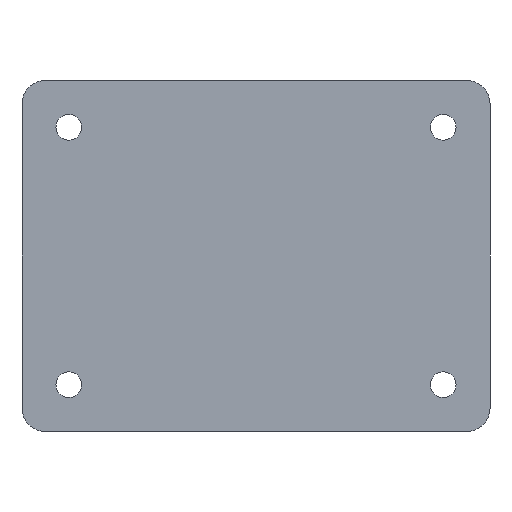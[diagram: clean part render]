
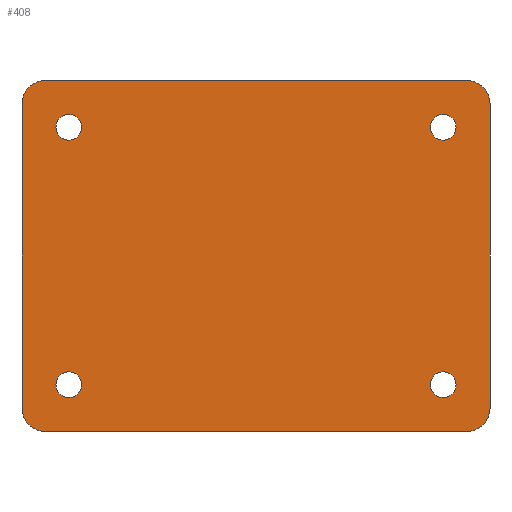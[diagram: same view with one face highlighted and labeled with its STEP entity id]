
A CAD part, front view. The second image highlights one B-rep face of the part: STEP entity #408.
In plain terms, the highlighted planar face has unit normal (0, -1, 0).
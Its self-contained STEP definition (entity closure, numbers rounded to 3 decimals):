
#1 = FACE_BOUND ( 'NONE', #1015, .T. ) ;
#5 = CARTESIAN_POINT ( 'NONE',  ( -80., 0., 60.5 ) ) ;
#8 = ORIENTED_EDGE ( 'NONE', *, *, #1273, .F. ) ;
#51 = CARTESIAN_POINT ( 'NONE',  ( 80., 0., -55. ) ) ;
#123 = DIRECTION ( 'NONE',  ( 0., 0., 1. ) ) ;
#132 = CIRCLE ( 'NONE', #497, 5.5 ) ;
#146 = LINE ( 'NONE', #1484, #830 ) ;
#151 = CIRCLE ( 'NONE', #1257, 5.5 ) ;
#160 = ORIENTED_EDGE ( 'NONE', *, *, #834, .F. ) ;
#165 = FACE_BOUND ( 'NONE', #1101, .T. ) ;
#166 = CARTESIAN_POINT ( 'NONE',  ( 80., 0., 60.5 ) ) ;
#175 = EDGE_CURVE ( 'NONE', #1451, #1363, #308, .T. ) ;
#180 = ORIENTED_EDGE ( 'NONE', *, *, #282, .T. ) ;
#181 = VERTEX_POINT ( 'NONE', #697 ) ;
#207 = CARTESIAN_POINT ( 'NONE',  ( 80., 0., -55. ) ) ;
#218 = DIRECTION ( 'NONE',  ( 0., 1., 0. ) ) ;
#227 = CARTESIAN_POINT ( 'NONE',  ( -100., 0., 75. ) ) ;
#246 = EDGE_CURVE ( 'NONE', #1105, #1407, #682, .T. ) ;
#257 = DIRECTION ( 'NONE',  ( 0., 0., 1. ) ) ;
#274 = DIRECTION ( 'NONE',  ( 0., 1., 0. ) ) ;
#282 = EDGE_CURVE ( 'NONE', #756, #1448, #1417, .T. ) ;
#296 = LINE ( 'NONE', #1270, #1222 ) ;
#308 = CIRCLE ( 'NONE', #620, 5.5 ) ;
#338 = CARTESIAN_POINT ( 'NONE',  ( 90., 0., 65. ) ) ;
#341 = AXIS2_PLACEMENT_3D ( 'NONE', #712, #461, #833 ) ;
#352 = VERTEX_POINT ( 'NONE', #1287 ) ;
#361 = ORIENTED_EDGE ( 'NONE', *, *, #175, .T. ) ;
#363 = VECTOR ( 'NONE', #1297, 1000. ) ;
#373 = DIRECTION ( 'NONE',  ( 0., 0., -1. ) ) ;
#378 = DIRECTION ( 'NONE',  ( 0., 1., 0. ) ) ;
#380 = AXIS2_PLACEMENT_3D ( 'NONE', #1237, #378, #257 ) ;
#389 = CIRCLE ( 'NONE', #804, 10. ) ;
#397 = LINE ( 'NONE', #227, #363 ) ;
#399 = DIRECTION ( 'NONE',  ( 0., 0., 1. ) ) ;
#408 = ADVANCED_FACE ( 'NONE', ( #1510, #1, #165, #1223, #612 ), #815, .T. ) ;
#415 = VERTEX_POINT ( 'NONE', #945 ) ;
#424 = LINE ( 'NONE', #603, #758 ) ;
#444 = ORIENTED_EDGE ( 'NONE', *, *, #1293, .T. ) ;
#461 = DIRECTION ( 'NONE',  ( 0., 1., 0. ) ) ;
#464 = DIRECTION ( 'NONE',  ( 0., 0., -1. ) ) ;
#466 = DIRECTION ( 'NONE',  ( 0., 0., -1. ) ) ;
#491 = CARTESIAN_POINT ( 'NONE',  ( -80., 0., 55. ) ) ;
#494 = EDGE_CURVE ( 'NONE', #1497, #1508, #1181, .T. ) ;
#497 = AXIS2_PLACEMENT_3D ( 'NONE', #51, #1447, #1343 ) ;
#501 = CARTESIAN_POINT ( 'NONE',  ( -80., 0., 49.5 ) ) ;
#514 = CIRCLE ( 'NONE', #380, 5.5 ) ;
#535 = DIRECTION ( 'NONE',  ( -1., 0., 0. ) ) ;
#584 = CARTESIAN_POINT ( 'NONE',  ( 80., 0., 49.5 ) ) ;
#589 = VERTEX_POINT ( 'NONE', #1465 ) ;
#603 = CARTESIAN_POINT ( 'NONE',  ( -100., 0., 75. ) ) ;
#612 = FACE_OUTER_BOUND ( 'NONE', #750, .T. ) ;
#620 = AXIS2_PLACEMENT_3D ( 'NONE', #207, #1071, #1383 ) ;
#653 = DIRECTION ( 'NONE',  ( 0., 1., 0. ) ) ;
#682 = CIRCLE ( 'NONE', #1030, 10. ) ;
#692 = EDGE_LOOP ( 'NONE', ( #1116, #920 ) ) ;
#694 = DIRECTION ( 'NONE',  ( 0., 0., -1. ) ) ;
#697 = CARTESIAN_POINT ( 'NONE',  ( -100., 0., 65. ) ) ;
#705 = CIRCLE ( 'NONE', #751, 10. ) ;
#712 = CARTESIAN_POINT ( 'NONE',  ( -80., 0., -55. ) ) ;
#720 = CARTESIAN_POINT ( 'NONE',  ( -90., 0., -65. ) ) ;
#742 = EDGE_LOOP ( 'NONE', ( #444, #361 ) ) ;
#743 = ORIENTED_EDGE ( 'NONE', *, *, #883, .T. ) ;
#750 = EDGE_LOOP ( 'NONE', ( #8, #903, #160, #1219, #1345, #743, #1217, #863 ) ) ;
#751 = AXIS2_PLACEMENT_3D ( 'NONE', #720, #843, #1526 ) ;
#756 = VERTEX_POINT ( 'NONE', #584 ) ;
#758 = VECTOR ( 'NONE', #1328, 1000. ) ;
#785 = EDGE_CURVE ( 'NONE', #352, #589, #389, .T. ) ;
#789 = CIRCLE ( 'NONE', #840, 10. ) ;
#804 = AXIS2_PLACEMENT_3D ( 'NONE', #338, #1205, #464 ) ;
#815 = PLANE ( 'NONE',  #1349 ) ;
#830 = VECTOR ( 'NONE', #535, 1000. ) ;
#833 = DIRECTION ( 'NONE',  ( 0., 0., 1. ) ) ;
#834 = EDGE_CURVE ( 'NONE', #1558, #589, #424, .T. ) ;
#840 = AXIS2_PLACEMENT_3D ( 'NONE', #1348, #1450, #373 ) ;
#842 = CARTESIAN_POINT ( 'NONE',  ( 80., 0., 55. ) ) ;
#843 = DIRECTION ( 'NONE',  ( 0., -1., 0. ) ) ;
#863 = ORIENTED_EDGE ( 'NONE', *, *, #246, .T. ) ;
#866 = CARTESIAN_POINT ( 'NONE',  ( 80., 0., -49.5 ) ) ;
#883 = EDGE_CURVE ( 'NONE', #415, #1195, #705, .T. ) ;
#899 = CARTESIAN_POINT ( 'NONE',  ( -80., 0., -60.5 ) ) ;
#903 = ORIENTED_EDGE ( 'NONE', *, *, #785, .T. ) ;
#915 = AXIS2_PLACEMENT_3D ( 'NONE', #491, #989, #1110 ) ;
#920 = ORIENTED_EDGE ( 'NONE', *, *, #1518, .T. ) ;
#945 = CARTESIAN_POINT ( 'NONE',  ( -100., 0., -65. ) ) ;
#951 = CARTESIAN_POINT ( 'NONE',  ( 90., 0., -75. ) ) ;
#956 = CARTESIAN_POINT ( 'NONE',  ( 90., 0., -65. ) ) ;
#989 = DIRECTION ( 'NONE',  ( 0., 1., 0. ) ) ;
#1004 = CARTESIAN_POINT ( 'NONE',  ( 80., 0., -60.5 ) ) ;
#1015 = EDGE_LOOP ( 'NONE', ( #1283, #180 ) ) ;
#1018 = CARTESIAN_POINT ( 'NONE',  ( -80., 0., 55. ) ) ;
#1030 = AXIS2_PLACEMENT_3D ( 'NONE', #956, #1207, #466 ) ;
#1057 = EDGE_CURVE ( 'NONE', #415, #181, #397, .T. ) ;
#1071 = DIRECTION ( 'NONE',  ( 0., 1., 0. ) ) ;
#1101 = EDGE_LOOP ( 'NONE', ( #1123, #1440 ) ) ;
#1104 = AXIS2_PLACEMENT_3D ( 'NONE', #1018, #274, #399 ) ;
#1105 = VERTEX_POINT ( 'NONE', #951 ) ;
#1110 = DIRECTION ( 'NONE',  ( 0., 0., 1. ) ) ;
#1116 = ORIENTED_EDGE ( 'NONE', *, *, #494, .T. ) ;
#1122 = CARTESIAN_POINT ( 'NONE',  ( -90., 0., 75. ) ) ;
#1123 = ORIENTED_EDGE ( 'NONE', *, *, #1513, .T. ) ;
#1130 = CIRCLE ( 'NONE', #1104, 5.5 ) ;
#1181 = CIRCLE ( 'NONE', #341, 5.5 ) ;
#1182 = CARTESIAN_POINT ( 'NONE',  ( 0., 0., 0. ) ) ;
#1195 = VERTEX_POINT ( 'NONE', #1215 ) ;
#1205 = DIRECTION ( 'NONE',  ( 0., -1., 0. ) ) ;
#1207 = DIRECTION ( 'NONE',  ( 0., -1., 0. ) ) ;
#1215 = CARTESIAN_POINT ( 'NONE',  ( -90., 0., -75. ) ) ;
#1217 = ORIENTED_EDGE ( 'NONE', *, *, #1274, .F. ) ;
#1219 = ORIENTED_EDGE ( 'NONE', *, *, #1300, .T. ) ;
#1222 = VECTOR ( 'NONE', #1494, 1000. ) ;
#1223 = FACE_BOUND ( 'NONE', #742, .T. ) ;
#1237 = CARTESIAN_POINT ( 'NONE',  ( 80., 0., 55. ) ) ;
#1245 = CARTESIAN_POINT ( 'NONE',  ( 100., 0., -65. ) ) ;
#1256 = CARTESIAN_POINT ( 'NONE',  ( -80., 0., -49.5 ) ) ;
#1257 = AXIS2_PLACEMENT_3D ( 'NONE', #1374, #653, #1481 ) ;
#1270 = CARTESIAN_POINT ( 'NONE',  ( 100., 0., 75. ) ) ;
#1273 = EDGE_CURVE ( 'NONE', #352, #1407, #296, .T. ) ;
#1274 = EDGE_CURVE ( 'NONE', #1105, #1195, #146, .T. ) ;
#1283 = ORIENTED_EDGE ( 'NONE', *, *, #1445, .T. ) ;
#1287 = CARTESIAN_POINT ( 'NONE',  ( 100., 0., 65. ) ) ;
#1293 = EDGE_CURVE ( 'NONE', #1363, #1451, #132, .T. ) ;
#1297 = DIRECTION ( 'NONE',  ( 0., 0., 1. ) ) ;
#1300 = EDGE_CURVE ( 'NONE', #1558, #181, #789, .T. ) ;
#1316 = EDGE_CURVE ( 'NONE', #1342, #1377, #1355, .T. ) ;
#1328 = DIRECTION ( 'NONE',  ( 1., 0., 0. ) ) ;
#1342 = VERTEX_POINT ( 'NONE', #501 ) ;
#1343 = DIRECTION ( 'NONE',  ( 0., 0., 1. ) ) ;
#1345 = ORIENTED_EDGE ( 'NONE', *, *, #1057, .F. ) ;
#1348 = CARTESIAN_POINT ( 'NONE',  ( -90., 0., 65. ) ) ;
#1349 = AXIS2_PLACEMENT_3D ( 'NONE', #1182, #1501, #694 ) ;
#1354 = AXIS2_PLACEMENT_3D ( 'NONE', #842, #218, #123 ) ;
#1355 = CIRCLE ( 'NONE', #915, 5.5 ) ;
#1363 = VERTEX_POINT ( 'NONE', #866 ) ;
#1374 = CARTESIAN_POINT ( 'NONE',  ( -80., 0., -55. ) ) ;
#1377 = VERTEX_POINT ( 'NONE', #5 ) ;
#1383 = DIRECTION ( 'NONE',  ( 0., 0., 1. ) ) ;
#1407 = VERTEX_POINT ( 'NONE', #1245 ) ;
#1417 = CIRCLE ( 'NONE', #1354, 5.5 ) ;
#1440 = ORIENTED_EDGE ( 'NONE', *, *, #1316, .T. ) ;
#1445 = EDGE_CURVE ( 'NONE', #1448, #756, #514, .T. ) ;
#1447 = DIRECTION ( 'NONE',  ( 0., 1., 0. ) ) ;
#1448 = VERTEX_POINT ( 'NONE', #166 ) ;
#1450 = DIRECTION ( 'NONE',  ( 0., -1., 0. ) ) ;
#1451 = VERTEX_POINT ( 'NONE', #1004 ) ;
#1465 = CARTESIAN_POINT ( 'NONE',  ( 90., 0., 75. ) ) ;
#1481 = DIRECTION ( 'NONE',  ( 0., 0., 1. ) ) ;
#1484 = CARTESIAN_POINT ( 'NONE',  ( -100., 0., -75. ) ) ;
#1494 = DIRECTION ( 'NONE',  ( 0., 0., -1. ) ) ;
#1497 = VERTEX_POINT ( 'NONE', #1256 ) ;
#1501 = DIRECTION ( 'NONE',  ( 0., -1., 0. ) ) ;
#1508 = VERTEX_POINT ( 'NONE', #899 ) ;
#1510 = FACE_BOUND ( 'NONE', #692, .T. ) ;
#1513 = EDGE_CURVE ( 'NONE', #1377, #1342, #1130, .T. ) ;
#1518 = EDGE_CURVE ( 'NONE', #1508, #1497, #151, .T. ) ;
#1526 = DIRECTION ( 'NONE',  ( 0., 0., -1. ) ) ;
#1558 = VERTEX_POINT ( 'NONE', #1122 ) ;
